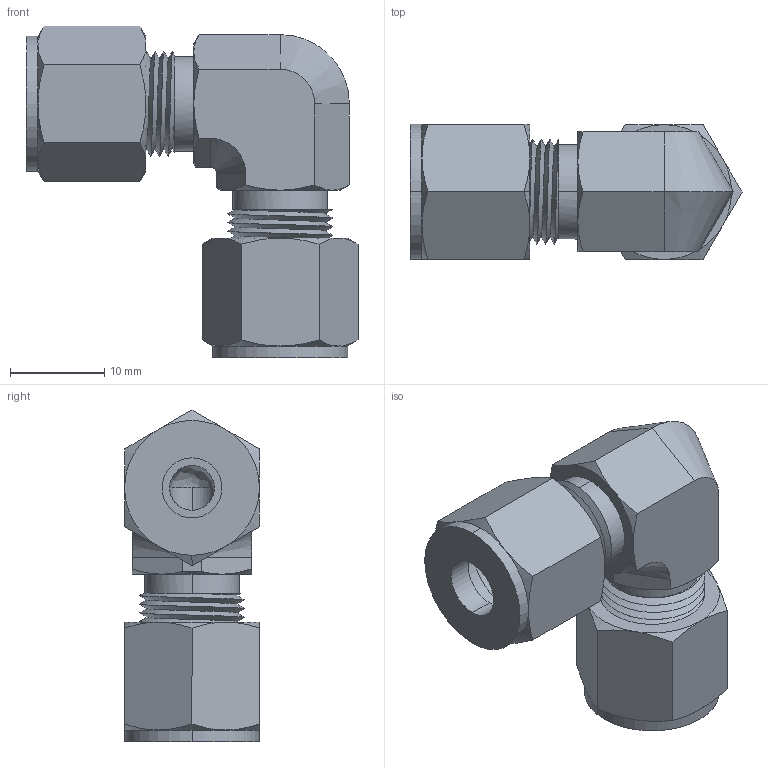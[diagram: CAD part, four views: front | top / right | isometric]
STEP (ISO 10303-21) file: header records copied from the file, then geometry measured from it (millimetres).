
FILE_DESCRIPTION (( 'STEP AP203' ), '1' );
FILE_NAME ('B000FMUJAE.3D.STEP', '2013-01-14T12:12:17', ( '' ), ( '' ), 'SwSTEP 2.0', 'SolidWorks 2010', '' );
FILE_SCHEMA (( 'CONFIG_CONTROL_DESIGN' ));
Length unit declared in the file: inch
Products named in the file (1): B000FMUJAE.3D
Bounding box: 35.17 x 14.29 x 35.17 mm (x, y, z)
Volume: 5692 mm3; surface area: 5465.2 mm2
Topology: 1 solids, 1 shells, 167 faces, 397 edges, 245 vertices
Faces by surface type: cylinder 69, cone 49, plane 44, bspline 5
Entity records: 9419 total; most frequent: CARTESIAN_POINT 5811, ORIENTED_EDGE 792, DIRECTION 681, EDGE_CURVE 396, AXIS2_PLACEMENT_3D 285, VERTEX_POINT 245, EDGE_LOOP 183, ADVANCED_FACE 167
